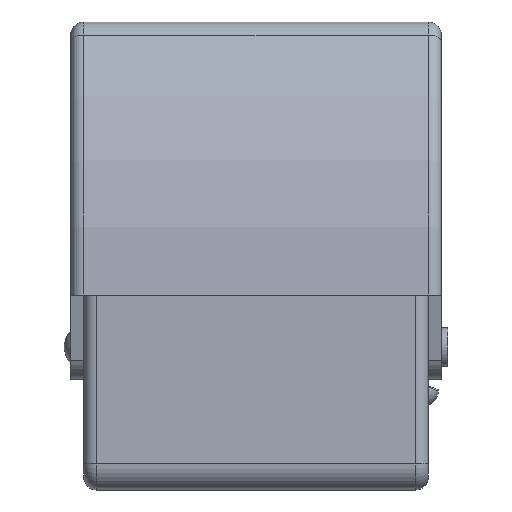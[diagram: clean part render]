
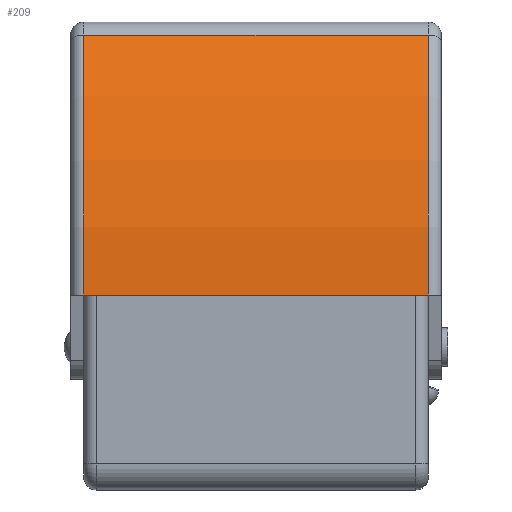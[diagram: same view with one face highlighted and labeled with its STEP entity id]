
A CAD part, front view. The second image highlights one B-rep face of the part: STEP entity #209.
In plain terms, the highlighted cylindrical face has radius 40 mm (diameter 80 mm), a partial arc.
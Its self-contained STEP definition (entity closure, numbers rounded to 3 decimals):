
#14 = DIRECTION ( 'NONE',  ( -1., 0., 0. ) ) ;
#39 = DIRECTION ( 'NONE',  ( 0., 0., 1. ) ) ;
#98 = LINE ( 'NONE', #7038, #1431 ) ;
#209 = ADVANCED_FACE ( 'NONE', ( #4390 ), #4213, .T. ) ;
#705 = DIRECTION ( 'NONE',  ( 1., 0., 0. ) ) ;
#763 = ORIENTED_EDGE ( 'NONE', *, *, #4353, .T. ) ;
#1431 = VECTOR ( 'NONE', #6471, 1000. ) ;
#1695 = CARTESIAN_POINT ( 'NONE',  ( 13.25, -5.5, 4. ) ) ;
#1799 = ORIENTED_EDGE ( 'NONE', *, *, #2615, .F. ) ;
#2292 = CARTESIAN_POINT ( 'NONE',  ( 985.75, 34.5, 4. ) ) ;
#2482 = EDGE_CURVE ( 'NONE', #2869, #3177, #98, .T. ) ;
#2510 = DIRECTION ( 'NONE',  ( -1., 0., 0. ) ) ;
#2615 = EDGE_CURVE ( 'NONE', #6028, #7188, #5453, .T. ) ;
#2753 = AXIS2_PLACEMENT_3D ( 'NONE', #5967, #2510, #6539 ) ;
#2869 = VERTEX_POINT ( 'NONE', #4489 ) ;
#3093 = ORIENTED_EDGE ( 'NONE', *, *, #2482, .T. ) ;
#3136 = CARTESIAN_POINT ( 'NONE',  ( 985.75, -5.5, 4. ) ) ;
#3177 = VERTEX_POINT ( 'NONE', #3443 ) ;
#3443 = CARTESIAN_POINT ( 'NONE',  ( -13.25, -0.141, 24. ) ) ;
#3542 = CARTESIAN_POINT ( 'NONE',  ( -13.25, -5.5, 4. ) ) ;
#3715 = DIRECTION ( 'NONE',  ( -1., 0., 0. ) ) ;
#4108 = CARTESIAN_POINT ( 'NONE',  ( -13.25, 34.5, 4. ) ) ;
#4213 = CYLINDRICAL_SURFACE ( 'NONE', #4275, 40. ) ;
#4275 = AXIS2_PLACEMENT_3D ( 'NONE', #2292, #14, #39 ) ;
#4353 = EDGE_CURVE ( 'NONE', #3177, #7188, #6670, .T. ) ;
#4390 = FACE_OUTER_BOUND ( 'NONE', #6911, .T. ) ;
#4489 = CARTESIAN_POINT ( 'NONE',  ( 13.25, -0.141, 24. ) ) ;
#4676 = DIRECTION ( 'NONE',  ( 0., 0., 1. ) ) ;
#5094 = VECTOR ( 'NONE', #3715, 1000. ) ;
#5453 = LINE ( 'NONE', #3136, #5094 ) ;
#5820 = CIRCLE ( 'NONE', #2753, 40. ) ;
#5863 = EDGE_CURVE ( 'NONE', #6028, #2869, #5820, .T. ) ;
#5967 = CARTESIAN_POINT ( 'NONE',  ( 13.25, 34.5, 4. ) ) ;
#6028 = VERTEX_POINT ( 'NONE', #1695 ) ;
#6359 = AXIS2_PLACEMENT_3D ( 'NONE', #4108, #705, #4676 ) ;
#6471 = DIRECTION ( 'NONE',  ( -1., 0., 0. ) ) ;
#6539 = DIRECTION ( 'NONE',  ( 0., 0., 1. ) ) ;
#6670 = CIRCLE ( 'NONE', #6359, 40. ) ;
#6911 = EDGE_LOOP ( 'NONE', ( #1799, #7207, #3093, #763 ) ) ;
#7038 = CARTESIAN_POINT ( 'NONE',  ( 985.75, -0.141, 24. ) ) ;
#7188 = VERTEX_POINT ( 'NONE', #3542 ) ;
#7207 = ORIENTED_EDGE ( 'NONE', *, *, #5863, .T. ) ;
